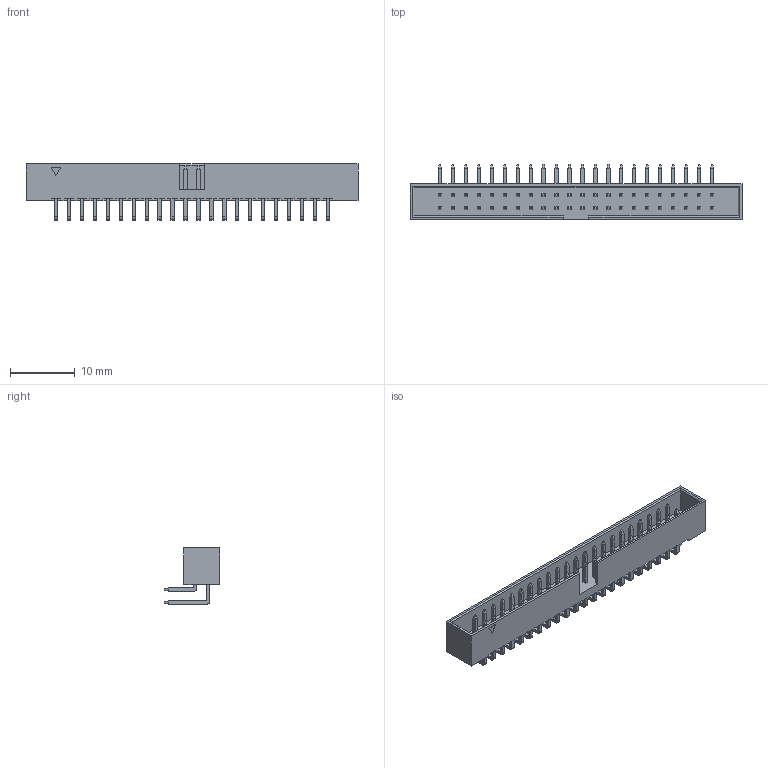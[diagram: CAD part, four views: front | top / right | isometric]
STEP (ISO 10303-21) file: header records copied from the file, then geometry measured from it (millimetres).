
FILE_DESCRIPTION(/* description */ ('Unknown'),/* implementation_level */ '2;1');
FILE_NAME(/* name */ '62504421721',/* time_stamp */ '2018-10-31T13:32:33+01:00',/* author */ ('Unknown'),/* organization */ ('Unknown'),/* preprocessor_version */ 'ST-DEVELOPER v16.7',/* originating_system */ 'DEX',/* authorisation */ $);
FILE_SCHEMA (('AUTOMOTIVE_DESIGN {1 0 10303 214 3 1 1}'));
Length unit declared in the file: millimetre
Products named in the file (4): 6250xx21721; 62504421621; 6250xx21721_PIN; 6250xx21721_PIN_LONG
Assembly tree (45 placements, depth 2):
  6250xx21721
    62504421621
    6250xx21721_PIN  x22
    6250xx21721_PIN_LONG  x22
Bounding box: 51.25 x 8.5 x 8.7 mm (x, y, z)
Volume: 784.4 mm3; surface area: 2876.2 mm2
Topology: 45 solids, 45 shells, 1211 faces, 3004 edges, 1884 vertices
Faces by surface type: plane 1167, cylinder 44
Entity records: 16682 total; most frequent: CARTESIAN_POINT 2953, ORIENTED_EDGE 2900, DIRECTION 2540, EDGE_CURVE 1450, LINE 1446, VECTOR 1446, VERTEX_POINT 960, EDGE_LOOP 586
